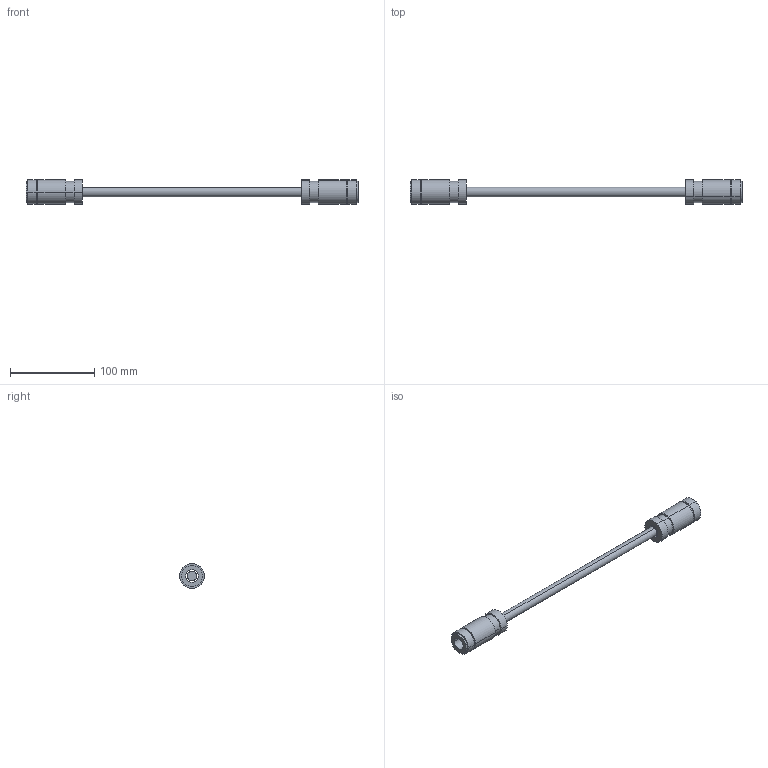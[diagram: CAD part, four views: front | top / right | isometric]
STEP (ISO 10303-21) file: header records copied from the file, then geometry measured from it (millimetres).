
FILE_DESCRIPTION (( 'STEP AP203' ), '1' );
FILE_NAME ('EMCD-4000-仜M.STEP', '2021-05-20T08:11:37', ( '' ), ( '' ), 'SwSTEP 2.0', 'SolidWorks 2017', '' );
FILE_SCHEMA (( 'CONFIG_CONTROL_DESIGN' ));
Length unit declared in the file: millimetre
Products named in the file (4): 40014529---DP300V5#14; NJW245PM13; 40014528---NJW245PM13; EMCD-4000-○M
Assembly tree (3 placements, depth 2):
  EMCD-4000-○M
    40014528---NJW245PM13
    40014529---DP300V5#14
    NJW245PM13
Bounding box: 394 x 29 x 29 mm (x, y, z)
Volume: 87563.7 mm3; surface area: 31931.1 mm2
Topology: 3 solids, 3 shells, 76 faces, 150 edges, 100 vertices
Faces by surface type: cylinder 50, plane 26
Entity records: 2436 total; most frequent: DIRECTION 414, CARTESIAN_POINT 332, ORIENTED_EDGE 300, AXIS2_PLACEMENT_3D 182, EDGE_CURVE 150, EDGE_LOOP 100, VERTEX_POINT 100, CIRCLE 100
